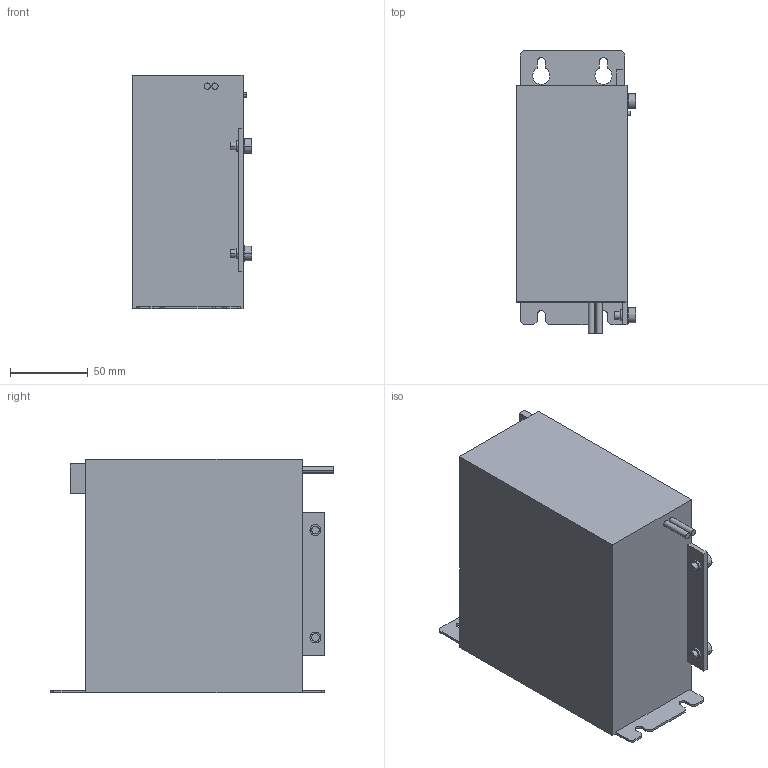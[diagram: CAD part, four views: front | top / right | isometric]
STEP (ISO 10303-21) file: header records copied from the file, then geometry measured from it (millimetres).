
FILE_DESCRIPTION (( 'STEP AP214' ), '1' );
FILE_NAME ('927990.STEP', '2024-08-08T14:50:24', ( '' ), ( '' ), 'SwSTEP 2.0', 'SolidWorks 2022', '' );
FILE_SCHEMA (( 'AUTOMOTIVE_DESIGN' ));
Length unit declared in the file: millimetre
Products named in the file (1): 927990
Bounding box: 76.9 x 181.5 x 150 mm (x, y, z)
Volume: 1495067.2 mm3; surface area: 92002.8 mm2
Topology: 1 solids, 1 shells, 96 faces, 234 edges, 156 vertices
Faces by surface type: plane 56, cylinder 40
Entity records: 2880 total; most frequent: DIRECTION 508, CARTESIAN_POINT 487, ORIENTED_EDGE 468, EDGE_CURVE 234, AXIS2_PLACEMENT_3D 177, VERTEX_POINT 156, LINE 154, VECTOR 154
